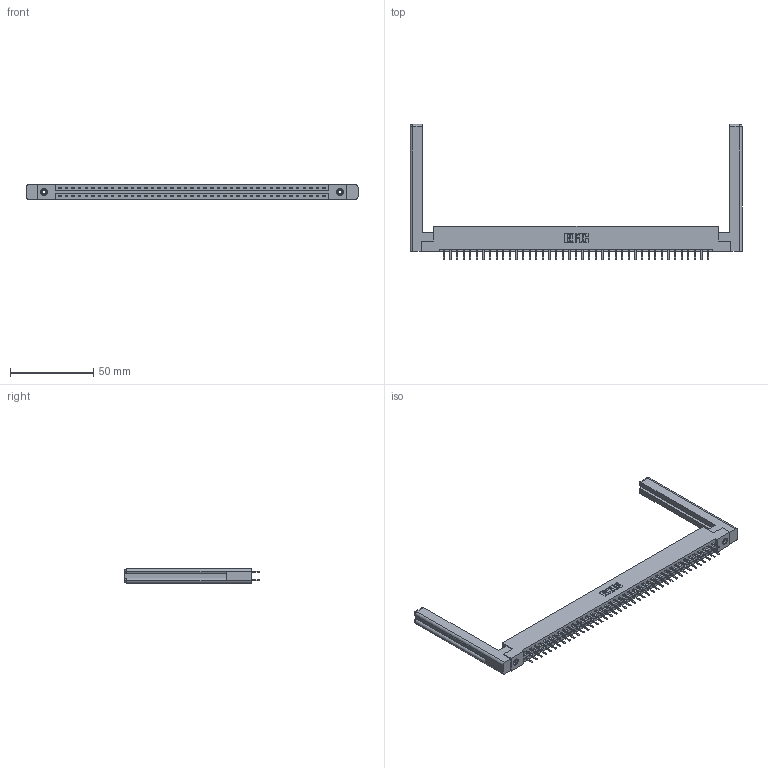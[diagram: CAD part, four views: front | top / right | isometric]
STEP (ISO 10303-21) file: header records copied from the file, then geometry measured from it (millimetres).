
FILE_DESCRIPTION (( 'STEP AP203' ), '1' );
FILE_NAME ('337-082-520-258.STEP', '2019-10-10T12:48:15', ( '' ), ( '' ), 'SwSTEP 2.0', 'SolidWorks 2016', '' );
FILE_SCHEMA (( 'CONFIG_CONTROL_DESIGN' ));
Length unit declared in the file: inch
Products named in the file (5): 345-292-001_345-293-120; 337-082-520-258; 345-250-001_345-250-001-102; 337 Part_Flush Mounting Lugs - 0.156 Dia-TI; 307-220-058
Assembly tree (87 placements, depth 2):
  337-082-520-258
    337 Part_Flush Mounting Lugs - 0.156 Dia-TI
    345-292-001_345-293-120  x82
    345-250-001_345-250-001-102  x2
    307-220-058  x2
Bounding box: 199.09 x 81.11 x 9.4 mm (x, y, z)
Volume: 28074.2 mm3; surface area: 28597.7 mm2
Topology: 87 solids, 87 shells, 5012 faces, 14523 edges, 9450 vertices
Faces by surface type: plane 3434, cylinder 1554, cone 12, torus 12
Entity records: 34666 total; most frequent: CARTESIAN_POINT 5861, ORIENTED_EDGE 5724, DIRECTION 4990, EDGE_CURVE 2862, LINE 2682, VECTOR 2682, VERTEX_POINT 1898, AXIS2_PLACEMENT_3D 1154
